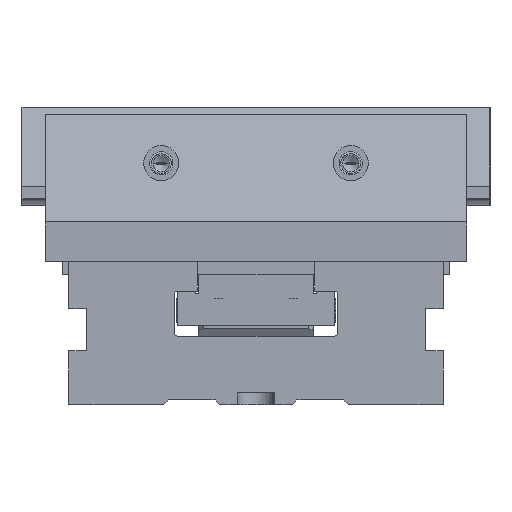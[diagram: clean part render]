
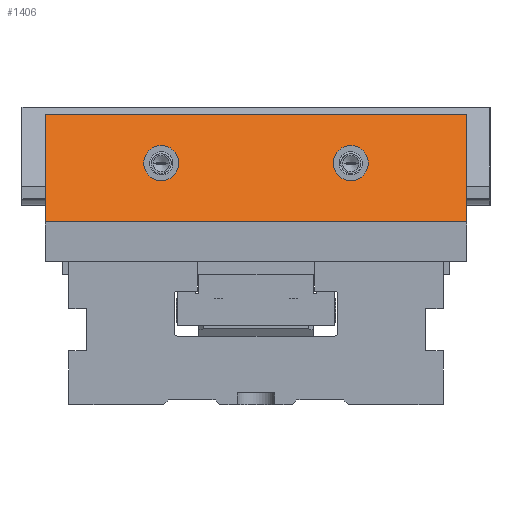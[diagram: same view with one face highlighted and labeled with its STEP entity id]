
A CAD part, left-side view. The second image highlights one B-rep face of the part: STEP entity #1406.
In plain terms, the highlighted planar face has unit normal (-0.924, 0, 0.383).
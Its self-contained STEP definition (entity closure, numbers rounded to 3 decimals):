
#298=ELLIPSE('',#8572,8.118,7.5);
#299=ELLIPSE('',#8587,8.118,7.5);
#730=FACE_BOUND('',#2516,.T.);
#731=FACE_BOUND('',#2517,.T.);
#732=FACE_BOUND('',#2518,.T.);
#1406=ADVANCED_FACE('',(#730,#731,#732),#1802,.F.);
#1802=PLANE('',#8589);
#2516=EDGE_LOOP('',(#3595,#3596,#3597,#3598));
#2517=EDGE_LOOP('',(#3599));
#2518=EDGE_LOOP('',(#3600));
#3595=ORIENTED_EDGE('',*,*,#6146,.T.);
#3596=ORIENTED_EDGE('',*,*,#6130,.T.);
#3597=ORIENTED_EDGE('',*,*,#6163,.T.);
#3598=ORIENTED_EDGE('',*,*,#6150,.T.);
#3599=ORIENTED_EDGE('',*,*,#6196,.F.);
#3600=ORIENTED_EDGE('',*,*,#6190,.F.);
#5288=VERTEX_POINT('',#11973);
#5289=VERTEX_POINT('',#11974);
#5302=VERTEX_POINT('',#12005);
#5305=VERTEX_POINT('',#12013);
#5332=VERTEX_POINT('',#12100);
#5339=VERTEX_POINT('',#12122);
#6130=EDGE_CURVE('',#5288,#5289,#7107,.T.);
#6146=EDGE_CURVE('',#5302,#5288,#7121,.T.);
#6150=EDGE_CURVE('',#5305,#5302,#7124,.T.);
#6163=EDGE_CURVE('',#5289,#5305,#7135,.T.);
#6190=EDGE_CURVE('',#5332,#5332,#298,.T.);
#6196=EDGE_CURVE('',#5339,#5339,#299,.T.);
#7107=LINE('',#11972,#7806);
#7121=LINE('',#12004,#7820);
#7124=LINE('',#12012,#7823);
#7135=LINE('',#12037,#7834);
#7806=VECTOR('',#9708,1.);
#7820=VECTOR('',#9730,1.);
#7823=VECTOR('',#9737,1.);
#7834=VECTOR('',#9756,1.);
#8572=AXIS2_PLACEMENT_3D('',#12099,#9830,#9831);
#8587=AXIS2_PLACEMENT_3D('',#12121,#9860,#9861);
#8589=AXIS2_PLACEMENT_3D('',#12124,#9864,#9865);
#9708=DIRECTION('',(0.,1.,0.));
#9730=DIRECTION('',(0.383,0.,0.924));
#9737=DIRECTION('',(0.,-1.,0.));
#9756=DIRECTION('',(-0.383,0.,-0.924));
#9830=DIRECTION('',(-0.924,0.,0.383));
#9831=DIRECTION('',(0.383,0.,0.924));
#9860=DIRECTION('',(-0.924,0.,0.383));
#9861=DIRECTION('',(0.383,0.,0.924));
#9864=DIRECTION('',(0.924,0.,-0.383));
#9865=DIRECTION('',(-0.383,0.,-0.924));
#11972=CARTESIAN_POINT('',(19.042,80.,124.));
#11973=CARTESIAN_POINT('',(19.042,-10.,124.));
#11974=CARTESIAN_POINT('',(19.042,170.,124.));
#12004=CARTESIAN_POINT('',(0.589,-10.,79.453));
#12005=CARTESIAN_POINT('',(0.,-10.,78.03));
#12012=CARTESIAN_POINT('',(0.,80.,78.03));
#12013=CARTESIAN_POINT('',(0.,170.,78.03));
#12037=CARTESIAN_POINT('',(0.589,170.,79.453));
#12099=CARTESIAN_POINT('',(10.405,120.5,103.15));
#12100=CARTESIAN_POINT('',(13.512,120.5,110.65));
#12121=CARTESIAN_POINT('',(10.405,39.5,103.15));
#12122=CARTESIAN_POINT('',(13.512,39.5,110.65));
#12124=CARTESIAN_POINT('',(21.926,80.,130.963));
